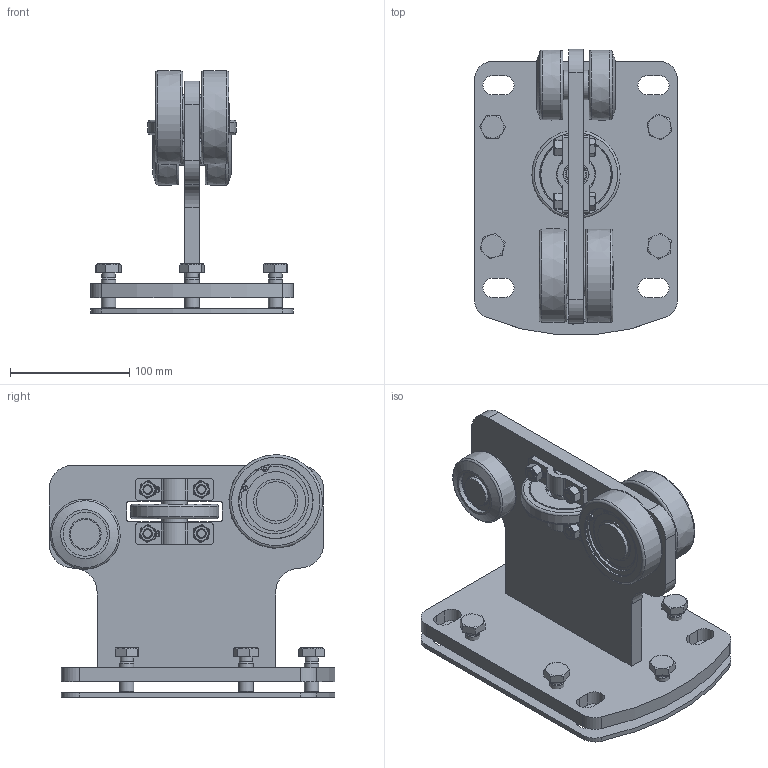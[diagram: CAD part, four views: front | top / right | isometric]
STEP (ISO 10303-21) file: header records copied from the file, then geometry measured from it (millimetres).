
FILE_DESCRIPTION(/* description */ (''),/* implementation_level */ '2;1');
FILE_NAME(/* name */ '9972PAF.stp',/* time_stamp */ '2019-08-08T09:26:57+02:00',/* author */ ('DOMINIQUE'),/* organization */ (''),/* preprocessor_version */ 'ST-DEVELOPER v17.2',/* originating_system */ 'Autodesk Inventor 2019',/* authorisation */ '');
FILE_SCHEMA (('AUTOMOTIVE_DESIGN { 1 0 10303 214 3 1 1 }'));
Length unit declared in the file: millimetre
Products named in the file (1): 9342P
Bounding box: 170 x 239.36 x 203.81 mm (x, y, z)
Volume: 1313294.1 mm3; surface area: 427094.1 mm2
Topology: 67 solids, 71 shells, 996 faces, 2689 edges, 1838 vertices
Faces by surface type: plane 353, cylinder 288, torus 196, bspline 64, cone 64, sphere 31
Full cylindrical faces by diameter (mm): 2 x4, 2.5 x8, 6.647 x4, 8 x4, 9 x8, 10.106 x5, 11.053 x5, 12 x5, 12.5 x4, 16 x1, 16.8 x2, 16.9 x1, 17 x3, 17.1 x1, 17.2 x8, 21 x2, 23.8 x1, 24.36 x2, 24.9 x2, 25 x7, 25.2 x3, 26.78 x8, 32.64 x2, 33 x3, 37 x2, 37.062 x8, 37.22 x8, 47 x6, 49.5 x2, 49.938 x8
Entity records: 36439 total; most frequent: CARTESIAN_POINT 9416, DIRECTION 5426, ORIENTED_EDGE 5350, EDGE_CURVE 2675, AXIS2_PLACEMENT_3D 2246, VERTEX_POINT 1934, CIRCLE 1313, EDGE_LOOP 1241
